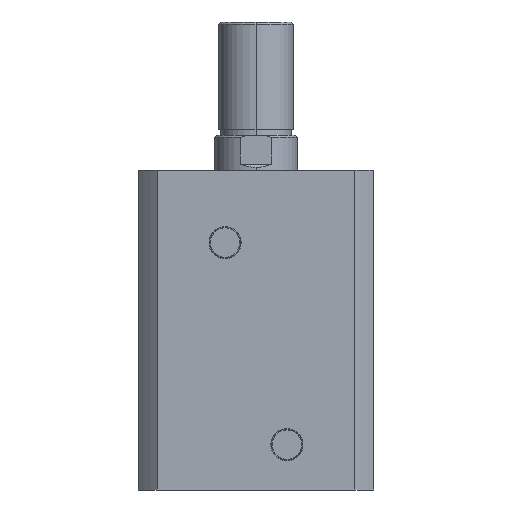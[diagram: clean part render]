
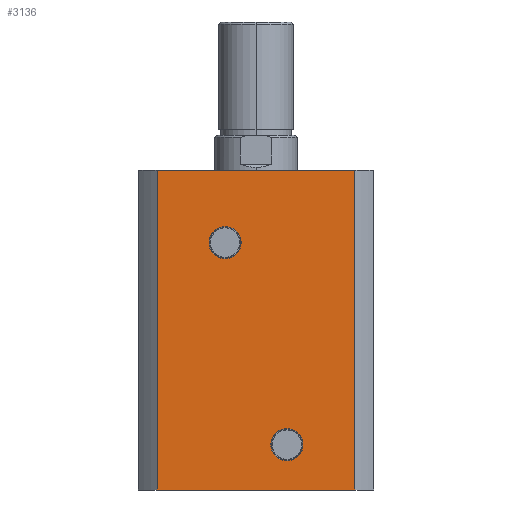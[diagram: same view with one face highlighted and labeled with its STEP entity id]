
A CAD part, left-side view. The second image highlights one B-rep face of the part: STEP entity #3136.
In plain terms, the highlighted planar face has unit normal (-1, 0, 0).
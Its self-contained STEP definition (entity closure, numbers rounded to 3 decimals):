
#11 = AXIS2_PLACEMENT_3D ( 'NONE', #2458, #2457, #2456 ) ;
#15 = AXIS2_PLACEMENT_3D ( 'NONE', #2489, #2488, #2487 ) ;
#68 = EDGE_LOOP ( 'NONE', ( #3312, #3313 ) ) ;
#165 = EDGE_LOOP ( 'NONE', ( #3314, #3315 ) ) ;
#203 = EDGE_LOOP ( 'NONE', ( #3316, #3317, #3318, #3319 ) ) ;
#403 = VERTEX_POINT ( 'NONE', #1627 ) ;
#532 = CIRCLE ( 'NONE', #15, 7.797 ) ;
#544 = CIRCLE ( 'NONE', #11, 7.797 ) ;
#758 = LINE ( 'NONE', #2150, #760 ) ;
#759 = LINE ( 'NONE', #2168, #769 ) ;
#760 = VECTOR ( 'NONE', #2144, 1000. ) ;
#761 = CIRCLE ( 'NONE', #2737, 7.797 ) ;
#762 = CIRCLE ( 'NONE', #2739, 7.797 ) ;
#763 = LINE ( 'NONE', #2161, #765 ) ;
#764 = LINE ( 'NONE', #2172, #767 ) ;
#765 = VECTOR ( 'NONE', #2162, 1000. ) ;
#767 = VECTOR ( 'NONE', #2174, 1000. ) ;
#769 = VECTOR ( 'NONE', #2175, 1000. ) ;
#979 = FACE_OUTER_BOUND ( 'NONE', #203, .T. ) ;
#992 = FACE_BOUND ( 'NONE', #68, .T. ) ;
#995 = FACE_BOUND ( 'NONE', #165, .T. ) ;
#1132 = DIRECTION ( 'NONE',  ( 1., 0., 0. ) ) ;
#1137 = CARTESIAN_POINT ( 'NONE',  ( -57., 0., 155. ) ) ;
#1139 = PLANE ( 'NONE',  #2709 ) ;
#1141 = DIRECTION ( 'NONE',  ( 0., 1., 0. ) ) ;
#1375 = CARTESIAN_POINT ( 'NONE',  ( -57., 15., 127.797 ) ) ;
#1407 = CARTESIAN_POINT ( 'NONE',  ( -57., -47.971, 0. ) ) ;
#1408 = CARTESIAN_POINT ( 'NONE',  ( -57., -47.971, 155. ) ) ;
#1411 = CARTESIAN_POINT ( 'NONE',  ( -57., 47.971, 155. ) ) ;
#1472 = CARTESIAN_POINT ( 'NONE',  ( -57., 47.971, 0. ) ) ;
#1627 = CARTESIAN_POINT ( 'NONE',  ( -57., 15., 112.203 ) ) ;
#1760 = EDGE_CURVE ( 'NONE', #2582, #2581, #532, .T. ) ;
#1768 = EDGE_CURVE ( 'NONE', #403, #3497, #544, .T. ) ;
#1895 = EDGE_CURVE ( 'NONE', #3721, #3781, #758, .T. ) ;
#1897 = EDGE_CURVE ( 'NONE', #2581, #2582, #761, .T. ) ;
#1898 = EDGE_CURVE ( 'NONE', #3497, #403, #762, .T. ) ;
#1899 = EDGE_CURVE ( 'NONE', #3781, #3716, #763, .T. ) ;
#1900 = EDGE_CURVE ( 'NONE', #3718, #3716, #764, .T. ) ;
#1901 = EDGE_CURVE ( 'NONE', #3721, #3718, #759, .T. ) ;
#2144 = DIRECTION ( 'NONE',  ( 0., 0., -1. ) ) ;
#2150 = CARTESIAN_POINT ( 'NONE',  ( -57., 47.971, 155. ) ) ;
#2161 = CARTESIAN_POINT ( 'NONE',  ( -57., 0., 0. ) ) ;
#2162 = DIRECTION ( 'NONE',  ( 0., -1., 0. ) ) ;
#2164 = CARTESIAN_POINT ( 'NONE',  ( -57., -15., 22. ) ) ;
#2165 = DIRECTION ( 'NONE',  ( -1., 0., 0. ) ) ;
#2166 = DIRECTION ( 'NONE',  ( 0., 0., 1. ) ) ;
#2168 = CARTESIAN_POINT ( 'NONE',  ( -57., 0., 155. ) ) ;
#2169 = CARTESIAN_POINT ( 'NONE',  ( -57., 15., 120. ) ) ;
#2170 = DIRECTION ( 'NONE',  ( -1., 0., 0. ) ) ;
#2171 = DIRECTION ( 'NONE',  ( 0., 0., 1. ) ) ;
#2172 = CARTESIAN_POINT ( 'NONE',  ( -57., -47.971, 155. ) ) ;
#2174 = DIRECTION ( 'NONE',  ( 0., 0., -1. ) ) ;
#2175 = DIRECTION ( 'NONE',  ( 0., -1., 0. ) ) ;
#2377 = CARTESIAN_POINT ( 'NONE',  ( -57., -15., 29.797 ) ) ;
#2382 = CARTESIAN_POINT ( 'NONE',  ( -57., -15., 14.203 ) ) ;
#2456 = DIRECTION ( 'NONE',  ( 0., 0., 1. ) ) ;
#2457 = DIRECTION ( 'NONE',  ( -1., 0., 0. ) ) ;
#2458 = CARTESIAN_POINT ( 'NONE',  ( -57., 15., 120. ) ) ;
#2487 = DIRECTION ( 'NONE',  ( 0., 0., 1. ) ) ;
#2488 = DIRECTION ( 'NONE',  ( -1., 0., 0. ) ) ;
#2489 = CARTESIAN_POINT ( 'NONE',  ( -57., -15., 22. ) ) ;
#2581 = VERTEX_POINT ( 'NONE', #2377 ) ;
#2582 = VERTEX_POINT ( 'NONE', #2382 ) ;
#2709 = AXIS2_PLACEMENT_3D ( 'NONE', #1137, #1132, #1141 ) ;
#2737 = AXIS2_PLACEMENT_3D ( 'NONE', #2164, #2165, #2166 ) ;
#2739 = AXIS2_PLACEMENT_3D ( 'NONE', #2169, #2170, #2171 ) ;
#3136 = ADVANCED_FACE ( 'NONE', ( #992, #995, #979 ), #1139, .F. ) ;
#3312 = ORIENTED_EDGE ( 'NONE', *, *, #1897, .F. ) ;
#3313 = ORIENTED_EDGE ( 'NONE', *, *, #1760, .F. ) ;
#3314 = ORIENTED_EDGE ( 'NONE', *, *, #1898, .F. ) ;
#3315 = ORIENTED_EDGE ( 'NONE', *, *, #1768, .F. ) ;
#3316 = ORIENTED_EDGE ( 'NONE', *, *, #1899, .T. ) ;
#3317 = ORIENTED_EDGE ( 'NONE', *, *, #1900, .F. ) ;
#3318 = ORIENTED_EDGE ( 'NONE', *, *, #1901, .F. ) ;
#3319 = ORIENTED_EDGE ( 'NONE', *, *, #1895, .T. ) ;
#3497 = VERTEX_POINT ( 'NONE', #1375 ) ;
#3716 = VERTEX_POINT ( 'NONE', #1407 ) ;
#3718 = VERTEX_POINT ( 'NONE', #1408 ) ;
#3721 = VERTEX_POINT ( 'NONE', #1411 ) ;
#3781 = VERTEX_POINT ( 'NONE', #1472 ) ;
